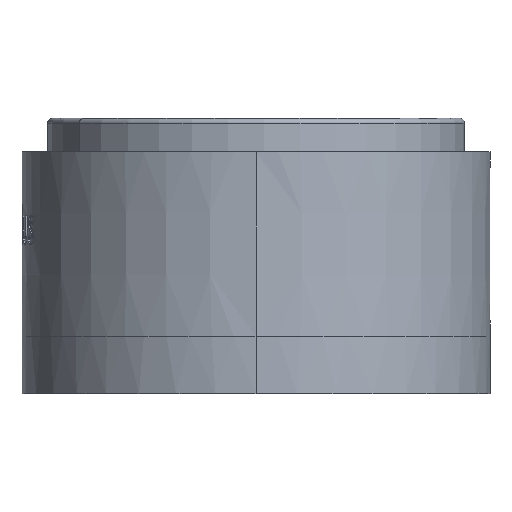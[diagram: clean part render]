
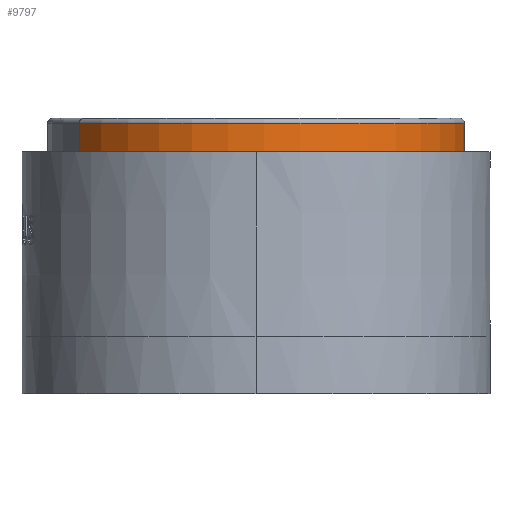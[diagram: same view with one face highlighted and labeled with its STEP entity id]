
A CAD part, left-side view. The second image highlights one B-rep face of the part: STEP entity #9797.
In plain terms, the highlighted cylindrical face has radius 435 mm (diameter 870 mm), a partial arc.
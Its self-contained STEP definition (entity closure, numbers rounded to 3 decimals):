
#83 = VERTEX_POINT ( 'NONE', #21817 ) ;
#1123 = LINE ( 'NONE', #6312, #18752 ) ;
#2004 = DIRECTION ( 'NONE',  ( 0., 0., -1. ) ) ;
#2215 = VECTOR ( 'NONE', #10262, 1000. ) ;
#3039 = DIRECTION ( 'NONE',  ( 0., 0., -1. ) ) ;
#3172 = LINE ( 'NONE', #3283, #2215 ) ;
#3283 = CARTESIAN_POINT ( 'NONE',  ( 231.649, -368.19, 384. ) ) ;
#3425 = DIRECTION ( 'NONE',  ( -0.533, 0.846, 0. ) ) ;
#3478 = CARTESIAN_POINT ( 'NONE',  ( -231.649, 368.19, 384. ) ) ;
#4422 = CIRCLE ( 'NONE', #9074, 435. ) ;
#5075 = CIRCLE ( 'NONE', #13707, 435. ) ;
#5139 = EDGE_CURVE ( 'NONE', #83, #9479, #1123, .T. ) ;
#5271 = ORIENTED_EDGE ( 'NONE', *, *, #5139, .T. ) ;
#6312 = CARTESIAN_POINT ( 'NONE',  ( -231.649, 368.19, 384. ) ) ;
#6877 = EDGE_CURVE ( 'NONE', #9176, #7335, #3172, .T. ) ;
#7335 = VERTEX_POINT ( 'NONE', #15083 ) ;
#8077 = FACE_OUTER_BOUND ( 'NONE', #14849, .T. ) ;
#8420 = EDGE_CURVE ( 'NONE', #7335, #9479, #4422, .T. ) ;
#9074 = AXIS2_PLACEMENT_3D ( 'NONE', #19351, #2004, #16214 ) ;
#9176 = VERTEX_POINT ( 'NONE', #18569 ) ;
#9479 = VERTEX_POINT ( 'NONE', #3478 ) ;
#9797 = ADVANCED_FACE ( 'NONE', ( #8077 ), #18740, .T. ) ;
#10262 = DIRECTION ( 'NONE',  ( 0., 0., -1. ) ) ;
#10945 = ORIENTED_EDGE ( 'NONE', *, *, #6877, .F. ) ;
#11382 = AXIS2_PLACEMENT_3D ( 'NONE', #11883, #20320, #3425 ) ;
#11498 = ORIENTED_EDGE ( 'NONE', *, *, #15148, .T. ) ;
#11883 = CARTESIAN_POINT ( 'NONE',  ( 0., 0., 384. ) ) ;
#13707 = AXIS2_PLACEMENT_3D ( 'NONE', #22250, #15721, #15604 ) ;
#14849 = EDGE_LOOP ( 'NONE', ( #10945, #11498, #5271, #16891 ) ) ;
#15083 = CARTESIAN_POINT ( 'NONE',  ( 231.649, -368.19, 384. ) ) ;
#15148 = EDGE_CURVE ( 'NONE', #9176, #83, #5075, .T. ) ;
#15604 = DIRECTION ( 'NONE',  ( -0.533, 0.846, 0. ) ) ;
#15721 = DIRECTION ( 'NONE',  ( 0., 0., -1. ) ) ;
#16214 = DIRECTION ( 'NONE',  ( -0.533, 0.846, 0. ) ) ;
#16891 = ORIENTED_EDGE ( 'NONE', *, *, #8420, .F. ) ;
#18569 = CARTESIAN_POINT ( 'NONE',  ( 231.649, -368.19, 444. ) ) ;
#18740 = CYLINDRICAL_SURFACE ( 'NONE', #11382, 435. ) ;
#18752 = VECTOR ( 'NONE', #3039, 1000. ) ;
#19351 = CARTESIAN_POINT ( 'NONE',  ( 0., 0., 384. ) ) ;
#20320 = DIRECTION ( 'NONE',  ( 0., 0., -1. ) ) ;
#21817 = CARTESIAN_POINT ( 'NONE',  ( -231.649, 368.19, 444. ) ) ;
#22250 = CARTESIAN_POINT ( 'NONE',  ( 0., 0., 444. ) ) ;
